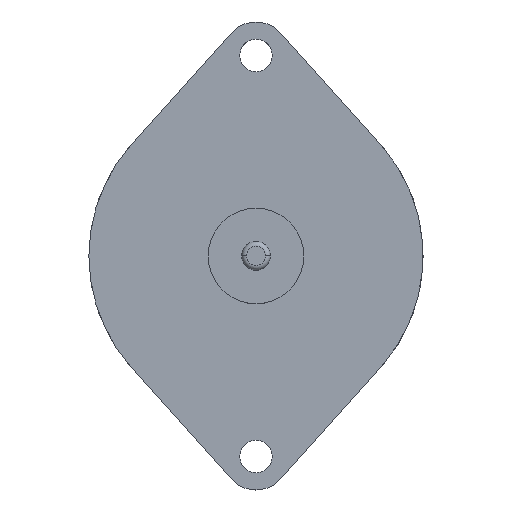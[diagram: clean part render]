
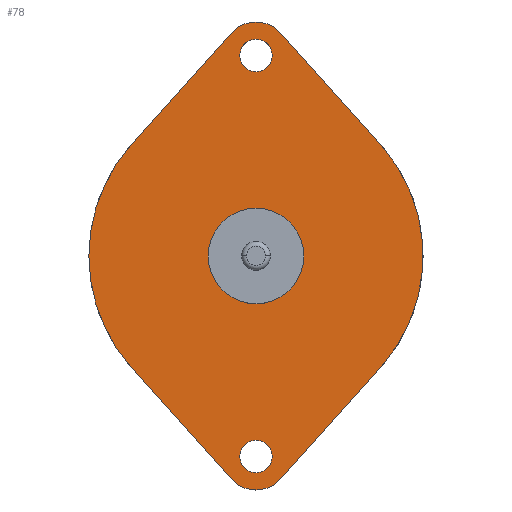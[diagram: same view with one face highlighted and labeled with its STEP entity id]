
A CAD part, top view. The second image highlights one B-rep face of the part: STEP entity #78.
In plain terms, the highlighted planar face has unit normal (0, 0, 1).
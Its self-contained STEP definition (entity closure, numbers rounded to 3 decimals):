
#15 = EDGE_CURVE ( 'NONE', #1640, #1593, #185, .T. ) ;
#19 = EDGE_CURVE ( 'NONE', #1590, #1627, #198, .T. ) ;
#32 = AXIS2_PLACEMENT_3D ( 'NONE', #1662, #1663, #1664 ) ;
#38 = EDGE_CURVE ( 'NONE', #1608, #1579, #205, .T. ) ;
#39 = EDGE_CURVE ( 'NONE', #1595, #1639, #204, .T. ) ;
#40 = EDGE_CURVE ( 'NONE', #1639, #1640, #207, .T. ) ;
#41 = EDGE_CURVE ( 'NONE', #1594, #1637, #209, .T. ) ;
#42 = EDGE_CURVE ( 'NONE', #1633, #1594, #200, .T. ) ;
#48 = AXIS2_PLACEMENT_3D ( 'NONE', #1674, #1677, #1678 ) ;
#49 = AXIS2_PLACEMENT_3D ( 'NONE', #1668, #1680, #1681 ) ;
#78 = ADVANCED_FACE ( 'NONE', ( #257, #272, #274, #276 ), #1763, .T. ) ;
#120 = EDGE_LOOP ( 'NONE', ( #1565, #1566, #1567, #1568, #1569, #1570, #1571, #2024, #2025 ) ) ;
#121 = EDGE_LOOP ( 'NONE', ( #2029, #2028 ) ) ;
#128 = EDGE_LOOP ( 'NONE', ( #2031, #2030 ) ) ;
#132 = EDGE_LOOP ( 'NONE', ( #1563, #1564 ) ) ;
#185 = LINE ( 'NONE', #1649, #189 ) ;
#189 = VECTOR ( 'NONE', #1652, 1000. ) ;
#198 = CIRCLE ( 'NONE', #32, 1.7 ) ;
#200 = LINE ( 'NONE', #1682, #206 ) ;
#202 = VECTOR ( 'NONE', #1675, 1000. ) ;
#204 = LINE ( 'NONE', #1669, #202 ) ;
#205 = CIRCLE ( 'NONE', #1938, 5. ) ;
#206 = VECTOR ( 'NONE', #1683, 1000. ) ;
#207 = CIRCLE ( 'NONE', #48, 3.5 ) ;
#209 = CIRCLE ( 'NONE', #49, 3.5 ) ;
#257 = FACE_BOUND ( 'NONE', #132, .T. ) ;
#272 = FACE_OUTER_BOUND ( 'NONE', #120, .T. ) ;
#274 = FACE_BOUND ( 'NONE', #128, .T. ) ;
#276 = FACE_BOUND ( 'NONE', #121, .T. ) ;
#335 = AXIS2_PLACEMENT_3D ( 'NONE', #1774, #1786, #1787 ) ;
#442 = AXIS2_PLACEMENT_3D ( 'NONE', #848, #847, #851 ) ;
#459 = AXIS2_PLACEMENT_3D ( 'NONE', #982, #983, #984 ) ;
#461 = AXIS2_PLACEMENT_3D ( 'NONE', #999, #1001, #1002 ) ;
#470 = AXIS2_PLACEMENT_3D ( 'NONE', #1036, #1038, #1039 ) ;
#480 = AXIS2_PLACEMENT_3D ( 'NONE', #1075, #1077, #1078 ) ;
#491 = AXIS2_PLACEMENT_3D ( 'NONE', #1112, #1123, #1124 ) ;
#493 = AXIS2_PLACEMENT_3D ( 'NONE', #1125, #1131, #1132 ) ;
#847 = DIRECTION ( 'NONE',  ( 0., 0., 1. ) ) ;
#848 = CARTESIAN_POINT ( 'NONE',  ( 0., 0., 1. ) ) ;
#851 = DIRECTION ( 'NONE',  ( 1., 0., 0. ) ) ;
#872 = CARTESIAN_POINT ( 'NONE',  ( 5., 0., 1. ) ) ;
#881 = CARTESIAN_POINT ( 'NONE',  ( -1.7, -21., 1. ) ) ;
#882 = CARTESIAN_POINT ( 'NONE',  ( 1.7, 21., 1. ) ) ;
#885 = CARTESIAN_POINT ( 'NONE',  ( -13.044, 11.667, 1. ) ) ;
#886 = CARTESIAN_POINT ( 'NONE',  ( -2.609, -23.333, 1. ) ) ;
#887 = CARTESIAN_POINT ( 'NONE',  ( 13.044, 11.667, 1. ) ) ;
#900 = CARTESIAN_POINT ( 'NONE',  ( -5., 0., 1. ) ) ;
#915 = CARTESIAN_POINT ( 'NONE',  ( 1.7, -21., 1. ) ) ;
#916 = CARTESIAN_POINT ( 'NONE',  ( -1.7, 21., 1. ) ) ;
#921 = CARTESIAN_POINT ( 'NONE',  ( -17.5, 0., 1. ) ) ;
#922 = CARTESIAN_POINT ( 'NONE',  ( -13.044, -11.667, 1. ) ) ;
#926 = CARTESIAN_POINT ( 'NONE',  ( 2.609, -23.333, 1. ) ) ;
#927 = CARTESIAN_POINT ( 'NONE',  ( 13.044, -11.667, 1. ) ) ;
#928 = CARTESIAN_POINT ( 'NONE',  ( 2.609, 23.333, 1. ) ) ;
#929 = CARTESIAN_POINT ( 'NONE',  ( -2.609, 23.333, 1. ) ) ;
#982 = CARTESIAN_POINT ( 'NONE',  ( 0., -21., 1. ) ) ;
#983 = DIRECTION ( 'NONE',  ( 0., 0., 1. ) ) ;
#984 = DIRECTION ( 'NONE',  ( 1., 0., 0. ) ) ;
#999 = CARTESIAN_POINT ( 'NONE',  ( 0., 0., 1. ) ) ;
#1001 = DIRECTION ( 'NONE',  ( 0., 0., 1. ) ) ;
#1002 = DIRECTION ( 'NONE',  ( 1., 0., 0. ) ) ;
#1036 = CARTESIAN_POINT ( 'NONE',  ( 0., 21., 1. ) ) ;
#1038 = DIRECTION ( 'NONE',  ( 0., 0., 1. ) ) ;
#1039 = DIRECTION ( 'NONE',  ( 1., 0., 0. ) ) ;
#1075 = CARTESIAN_POINT ( 'NONE',  ( 0., 0., 1. ) ) ;
#1077 = DIRECTION ( 'NONE',  ( 0., 0., 1. ) ) ;
#1078 = DIRECTION ( 'NONE',  ( 1., 0., 0. ) ) ;
#1112 = CARTESIAN_POINT ( 'NONE',  ( 0., 0., 1. ) ) ;
#1120 = CARTESIAN_POINT ( 'NONE',  ( 2.609, -23.333, 1. ) ) ;
#1121 = DIRECTION ( 'NONE',  ( 0.667, 0.745, 0. ) ) ;
#1123 = DIRECTION ( 'NONE',  ( 0., 0., 1. ) ) ;
#1124 = DIRECTION ( 'NONE',  ( 1., 0., 0. ) ) ;
#1125 = CARTESIAN_POINT ( 'NONE',  ( 0., -21., 1. ) ) ;
#1131 = DIRECTION ( 'NONE',  ( 0., 0., 1. ) ) ;
#1132 = DIRECTION ( 'NONE',  ( 1., 0., 0. ) ) ;
#1240 = CIRCLE ( 'NONE', #442, 17.5 ) ;
#1276 = CIRCLE ( 'NONE', #459, 1.7 ) ;
#1282 = CIRCLE ( 'NONE', #461, 17.5 ) ;
#1324 = CIRCLE ( 'NONE', #470, 1.7 ) ;
#1344 = CIRCLE ( 'NONE', #480, 5. ) ;
#1359 = LINE ( 'NONE', #1120, #1365 ) ;
#1365 = VECTOR ( 'NONE', #1121, 1000. ) ;
#1368 = CIRCLE ( 'NONE', #491, 17.5 ) ;
#1372 = CIRCLE ( 'NONE', #493, 1.7 ) ;
#1380 = EDGE_CURVE ( 'NONE', #1593, #1632, #1240, .T. ) ;
#1563 = ORIENTED_EDGE ( 'NONE', *, *, #1960, .F. ) ;
#1564 = ORIENTED_EDGE ( 'NONE', *, *, #2017, .F. ) ;
#1565 = ORIENTED_EDGE ( 'NONE', *, *, #1380, .T. ) ;
#1566 = ORIENTED_EDGE ( 'NONE', *, *, #1966, .T. ) ;
#1567 = ORIENTED_EDGE ( 'NONE', *, *, #42, .T. ) ;
#1568 = ORIENTED_EDGE ( 'NONE', *, *, #41, .T. ) ;
#1569 = ORIENTED_EDGE ( 'NONE', *, *, #2013, .T. ) ;
#1570 = ORIENTED_EDGE ( 'NONE', *, *, #2014, .T. ) ;
#1571 = ORIENTED_EDGE ( 'NONE', *, *, #39, .T. ) ;
#1579 = VERTEX_POINT ( 'NONE', #872 ) ;
#1589 = VERTEX_POINT ( 'NONE', #881 ) ;
#1590 = VERTEX_POINT ( 'NONE', #882 ) ;
#1593 = VERTEX_POINT ( 'NONE', #885 ) ;
#1594 = VERTEX_POINT ( 'NONE', #886 ) ;
#1595 = VERTEX_POINT ( 'NONE', #887 ) ;
#1608 = VERTEX_POINT ( 'NONE', #900 ) ;
#1626 = VERTEX_POINT ( 'NONE', #915 ) ;
#1627 = VERTEX_POINT ( 'NONE', #916 ) ;
#1632 = VERTEX_POINT ( 'NONE', #921 ) ;
#1633 = VERTEX_POINT ( 'NONE', #922 ) ;
#1637 = VERTEX_POINT ( 'NONE', #926 ) ;
#1638 = VERTEX_POINT ( 'NONE', #927 ) ;
#1639 = VERTEX_POINT ( 'NONE', #928 ) ;
#1640 = VERTEX_POINT ( 'NONE', #929 ) ;
#1649 = CARTESIAN_POINT ( 'NONE',  ( -13.044, 11.667, 1. ) ) ;
#1652 = DIRECTION ( 'NONE',  ( -0.667, -0.745, 0. ) ) ;
#1662 = CARTESIAN_POINT ( 'NONE',  ( 0., 21., 1. ) ) ;
#1663 = DIRECTION ( 'NONE',  ( 0., 0., 1. ) ) ;
#1664 = DIRECTION ( 'NONE',  ( 1., 0., 0. ) ) ;
#1668 = CARTESIAN_POINT ( 'NONE',  ( 0., -21., 1. ) ) ;
#1669 = CARTESIAN_POINT ( 'NONE',  ( 2.609, 23.333, 1. ) ) ;
#1671 = CARTESIAN_POINT ( 'NONE',  ( 0., 0., 1. ) ) ;
#1672 = DIRECTION ( 'NONE',  ( 0., 0., 1. ) ) ;
#1673 = DIRECTION ( 'NONE',  ( 1., 0., 0. ) ) ;
#1674 = CARTESIAN_POINT ( 'NONE',  ( 0., 21., 1. ) ) ;
#1675 = DIRECTION ( 'NONE',  ( -0.667, 0.745, 0. ) ) ;
#1677 = DIRECTION ( 'NONE',  ( 0., 0., 1. ) ) ;
#1678 = DIRECTION ( 'NONE',  ( -1., 0., 0. ) ) ;
#1680 = DIRECTION ( 'NONE',  ( 0., 0., 1. ) ) ;
#1681 = DIRECTION ( 'NONE',  ( -1., 0., 0. ) ) ;
#1682 = CARTESIAN_POINT ( 'NONE',  ( -13.044, -11.667, 1. ) ) ;
#1683 = DIRECTION ( 'NONE',  ( 0.667, -0.745, 0. ) ) ;
#1763 = PLANE ( 'NONE',  #335 ) ;
#1774 = CARTESIAN_POINT ( 'NONE',  ( 0., 0., 1. ) ) ;
#1786 = DIRECTION ( 'NONE',  ( 0., 0., 1. ) ) ;
#1787 = DIRECTION ( 'NONE',  ( 1., 0., 0. ) ) ;
#1938 = AXIS2_PLACEMENT_3D ( 'NONE', #1671, #1672, #1673 ) ;
#1960 = EDGE_CURVE ( 'NONE', #1589, #1626, #1276, .T. ) ;
#1966 = EDGE_CURVE ( 'NONE', #1632, #1633, #1282, .T. ) ;
#1981 = EDGE_CURVE ( 'NONE', #1627, #1590, #1324, .T. ) ;
#1996 = EDGE_CURVE ( 'NONE', #1579, #1608, #1344, .T. ) ;
#2013 = EDGE_CURVE ( 'NONE', #1637, #1638, #1359, .T. ) ;
#2014 = EDGE_CURVE ( 'NONE', #1638, #1595, #1368, .T. ) ;
#2017 = EDGE_CURVE ( 'NONE', #1626, #1589, #1372, .T. ) ;
#2024 = ORIENTED_EDGE ( 'NONE', *, *, #40, .T. ) ;
#2025 = ORIENTED_EDGE ( 'NONE', *, *, #15, .T. ) ;
#2028 = ORIENTED_EDGE ( 'NONE', *, *, #1996, .F. ) ;
#2029 = ORIENTED_EDGE ( 'NONE', *, *, #38, .F. ) ;
#2030 = ORIENTED_EDGE ( 'NONE', *, *, #19, .F. ) ;
#2031 = ORIENTED_EDGE ( 'NONE', *, *, #1981, .F. ) ;
